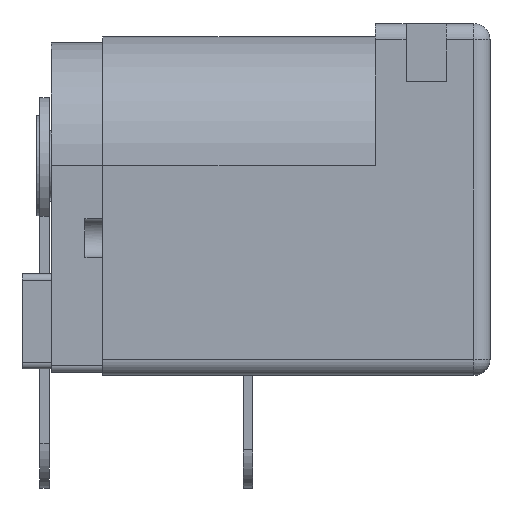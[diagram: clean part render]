
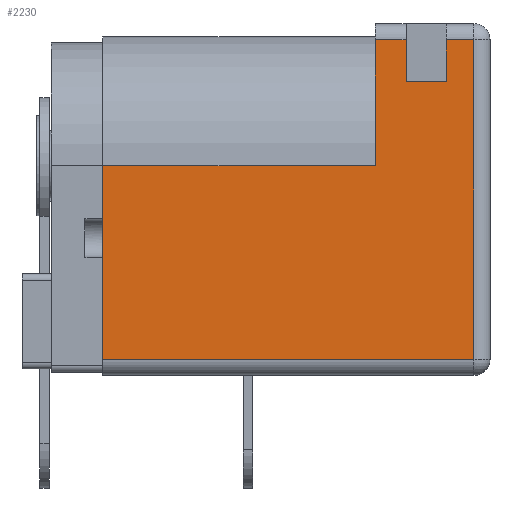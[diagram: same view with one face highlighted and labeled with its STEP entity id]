
A CAD part, left-side view. The second image highlights one B-rep face of the part: STEP entity #2230.
In plain terms, the highlighted planar face has unit normal (-1, 0, 0).
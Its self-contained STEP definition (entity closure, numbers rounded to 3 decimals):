
#5=DIRECTION ( 'NONE',  ( 0., 0., -1. ) );
#18=VECTOR ( 'NONE', #23, 1000. );
#19=DIRECTION ( 'NONE',  ( -1., 0., 0. ) );
#23=DIRECTION ( 'NONE',  ( 0., 0., 1. ) );
#36=DIRECTION ( 'NONE',  ( 0., -1., 0. ) );
#51=VECTOR ( 'NONE', #80, 1000. );
#52=AXIS2_PLACEMENT_3D ( 'NONE', #2914, #19, #23 );
#55=VECTOR ( 'NONE', #5, 1000. );
#80=DIRECTION ( 'NONE',  ( 0., 1., 0. ) );
#117=CARTESIAN_POINT ( 'NONE',  ( -4.45, 0., 3.9 ) );
#130=VECTOR ( 'NONE', #36, 1000. );
#355=VERTEX_POINT ( 'NONE', #5337 );
#602=EDGE_CURVE ( 'NONE', #5093, #2419, #3917, .T. );
#679=VERTEX_POINT ( 'NONE', #4542 );
#695=LINE ( 'NONE', #3611, #130 );
#870=CARTESIAN_POINT ( 'NONE',  ( -4.45, 2.6, 2.6 ) );
#1050=EDGE_LOOP ( 'NONE', ( #1266, #4391, #3141, #3322, #4195, #2235, #4654, #2192, #1618, #1328 ) );
#1099=CARTESIAN_POINT ( 'NONE',  ( -4.45, 12., 0. ) );
#1266=ORIENTED_EDGE ( 'NONE', *, *, #4548, .T. );
#1328=ORIENTED_EDGE ( 'NONE', *, *, #3929, .T. );
#1364=EDGE_CURVE ( 'NONE', #5345, #679, #5776, .T. );
#1475=FACE_OUTER_BOUND ( 'NONE', #1050, .T. );
#1618=ORIENTED_EDGE ( 'NONE', *, *, #2064, .T. );
#1644=CARTESIAN_POINT ( 'NONE',  ( -4.45, 0., 2.6 ) );
#1703=CARTESIAN_POINT ( 'NONE',  ( -4.45, 12., -6. ) );
#1710=LINE ( 'NONE', #4461, #51 );
#1856=CARTESIAN_POINT ( 'NONE',  ( -4.45, 1.35, 2.6 ) );
#2064=EDGE_CURVE ( 'NONE', #355, #5903, #3399, .T. );
#2113=LINE ( 'NONE', #1644, #51 );
#2136=VERTEX_POINT ( 'NONE', #1856 );
#2164=CARTESIAN_POINT ( 'NONE',  ( -4.45, 0., 3.9 ) );
#2192=ORIENTED_EDGE ( 'NONE', *, *, #3479, .T. );
#2230=ADVANCED_FACE ( 'NONE', ( #1475 ), #3340, .T. );
#2235=ORIENTED_EDGE ( 'NONE', *, *, #2275, .T. );
#2275=EDGE_CURVE ( 'NONE', #5345, #2419, #1710, .T. );
#2301=CARTESIAN_POINT ( 'NONE',  ( -4.45, 3.55, 0. ) );
#2419=VERTEX_POINT ( 'NONE', #1099 );
#2433=LINE ( 'NONE', #4179, #55 );
#2475=CARTESIAN_POINT ( 'NONE',  ( -4.45, 2.6, -6.5 ) );
#2499=LINE ( 'NONE', #2164, #51 );
#2914=CARTESIAN_POINT ( 'NONE',  ( -4.45, 0., -6.5 ) );
#2986=CARTESIAN_POINT ( 'NONE',  ( -4.45, 0.5, 3.9 ) );
#3141=ORIENTED_EDGE ( 'NONE', *, *, #3824, .T. );
#3322=ORIENTED_EDGE ( 'NONE', *, *, #5920, .T. );
#3334=CARTESIAN_POINT ( 'NONE',  ( -4.45, 2.6, 3.9 ) );
#3340=PLANE ( 'NONE',  #52 );
#3399=LINE ( 'NONE', #5204, #18 );
#3479=EDGE_CURVE ( 'NONE', #5093, #355, #695, .T. );
#3551=LINE ( 'NONE', #117, #51 );
#3611=CARTESIAN_POINT ( 'NONE',  ( -4.45, 0., -6. ) );
#3614=VERTEX_POINT ( 'NONE', #870 );
#3824=EDGE_CURVE ( 'NONE', #3614, #4805, #4220, .T. );
#3917=LINE ( 'NONE', #1099, #18 );
#3929=EDGE_CURVE ( 'NONE', #5903, #4164, #3551, .T. );
#4164=VERTEX_POINT ( 'NONE', #4249 );
#4179=CARTESIAN_POINT ( 'NONE',  ( -4.45, 1.35, -6.5 ) );
#4195=ORIENTED_EDGE ( 'NONE', *, *, #1364, .F. );
#4220=LINE ( 'NONE', #2475, #18 );
#4249=CARTESIAN_POINT ( 'NONE',  ( -4.45, 1.35, 3.9 ) );
#4391=ORIENTED_EDGE ( 'NONE', *, *, #4943, .T. );
#4461=CARTESIAN_POINT ( 'NONE',  ( -4.45, 12.1, 0. ) );
#4542=CARTESIAN_POINT ( 'NONE',  ( -4.45, 3.55, 3.9 ) );
#4548=EDGE_CURVE ( 'NONE', #4164, #2136, #2433, .T. );
#4654=ORIENTED_EDGE ( 'NONE', *, *, #602, .F. );
#4805=VERTEX_POINT ( 'NONE', #3334 );
#4943=EDGE_CURVE ( 'NONE', #2136, #3614, #2113, .T. );
#5093=VERTEX_POINT ( 'NONE', #1703 );
#5204=CARTESIAN_POINT ( 'NONE',  ( -4.45, 0.5, -6.5 ) );
#5337=CARTESIAN_POINT ( 'NONE',  ( -4.45, 0.5, -6. ) );
#5345=VERTEX_POINT ( 'NONE', #2301 );
#5776=LINE ( 'NONE', #2301, #18 );
#5903=VERTEX_POINT ( 'NONE', #2986 );
#5920=EDGE_CURVE ( 'NONE', #4805, #679, #2499, .T. );
